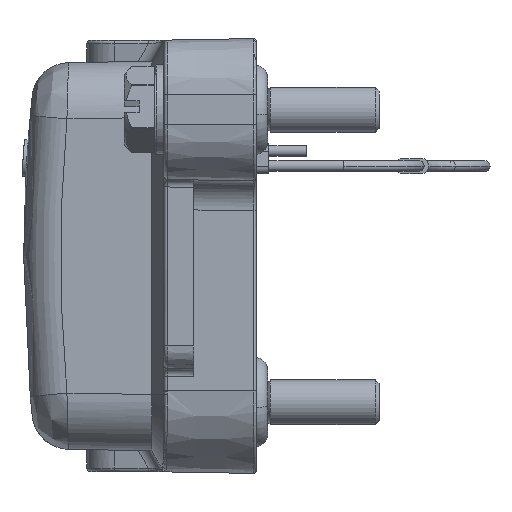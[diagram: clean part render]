
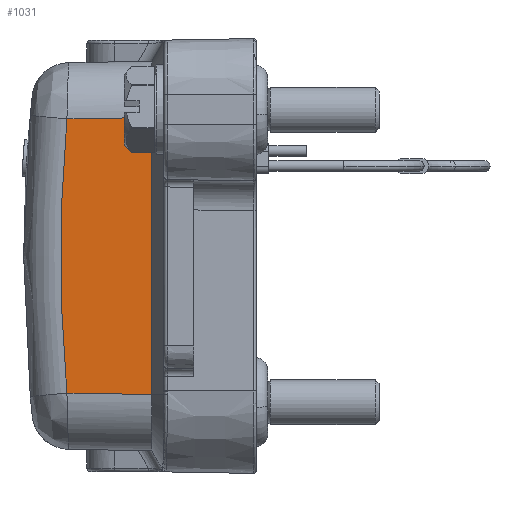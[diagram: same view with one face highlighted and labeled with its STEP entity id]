
A CAD part, left-side view. The second image highlights one B-rep face of the part: STEP entity #1031.
In plain terms, the highlighted planar face has unit normal (-1, 0.018, 0).
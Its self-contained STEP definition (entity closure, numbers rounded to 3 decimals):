
#254=CIRCLE('',#6786,194.97);
#659=PLANE('',#7268);
#1031=ADVANCED_FACE('NONE',(#1550),#659,.T.);
#1550=FACE_OUTER_BOUND('',#1990,.T.);
#1990=EDGE_LOOP('',(#4442,#4443,#4444,#4445));
#4442=ORIENTED_EDGE('',*,*,#5514,.T.);
#4443=ORIENTED_EDGE('',*,*,#6200,.T.);
#4444=ORIENTED_EDGE('',*,*,#6201,.F.);
#4445=ORIENTED_EDGE('',*,*,#6199,.T.);
#4808=VERTEX_POINT('',#10952);
#4809=VERTEX_POINT('',#10997);
#5227=VERTEX_POINT('',#13791);
#5228=VERTEX_POINT('',#13816);
#5514=EDGE_CURVE('NONE',#4808,#4809,#254,.T.);
#6199=EDGE_CURVE('NONE',#5227,#4808,#6611,.T.);
#6200=EDGE_CURVE('NONE',#4809,#5228,#6612,.T.);
#6201=EDGE_CURVE('NONE',#5227,#5228,#6613,.T.);
#6611=B_SPLINE_CURVE_WITH_KNOTS('',3,(#13807,#13808,#13809,#13810),
 .UNSPECIFIED.,.F.,.F.,(4,4),(0.,1.),.UNSPECIFIED.);
#6612=B_SPLINE_CURVE_WITH_KNOTS('',3,(#13812,#13813,#13814,#13815),
 .UNSPECIFIED.,.F.,.F.,(4,4),(0.,1.),.UNSPECIFIED.);
#6613=B_SPLINE_CURVE_WITH_KNOTS('',3,(#13817,#13818,#13819,#13820),
 .UNSPECIFIED.,.F.,.F.,(4,4),(0.,1.),.UNSPECIFIED.);
#6786=AXIS2_PLACEMENT_3D('',#10998,#7687,#7688);
#7268=AXIS2_PLACEMENT_3D('',#13821,#8857,#8858);
#7687=DIRECTION('',(-1.,0.017,0.));
#7688=DIRECTION('',(0.017,0.995,0.094));
#8857=DIRECTION('',(-1.,0.017,0.));
#8858=DIRECTION('',(0.,0.,1.));
#10952=CARTESIAN_POINT('',(-74.274,25.229,18.275));
#10997=CARTESIAN_POINT('',(-74.274,25.229,-18.275));
#10998=CARTESIAN_POINT('',(-77.662,-168.853,0.));
#13791=CARTESIAN_POINT('',(-74.472,13.933,18.473));
#13807=CARTESIAN_POINT('',(-74.471,13.933,18.473));
#13808=CARTESIAN_POINT('',(-74.406,17.698,18.407));
#13809=CARTESIAN_POINT('',(-74.34,21.464,18.341));
#13810=CARTESIAN_POINT('',(-74.274,25.229,18.275));
#13812=CARTESIAN_POINT('',(-74.274,25.229,-18.275));
#13813=CARTESIAN_POINT('',(-74.34,21.464,-18.341));
#13814=CARTESIAN_POINT('',(-74.406,17.698,-18.407));
#13815=CARTESIAN_POINT('',(-74.471,13.933,-18.473));
#13816=CARTESIAN_POINT('',(-74.472,13.933,-18.473));
#13817=CARTESIAN_POINT('',(-74.471,13.933,18.473));
#13818=CARTESIAN_POINT('',(-74.471,13.933,6.158));
#13819=CARTESIAN_POINT('',(-74.471,13.933,-6.158));
#13820=CARTESIAN_POINT('',(-74.471,13.933,-18.473));
#13821=CARTESIAN_POINT('',(-74.5,12.3,-28.447));
